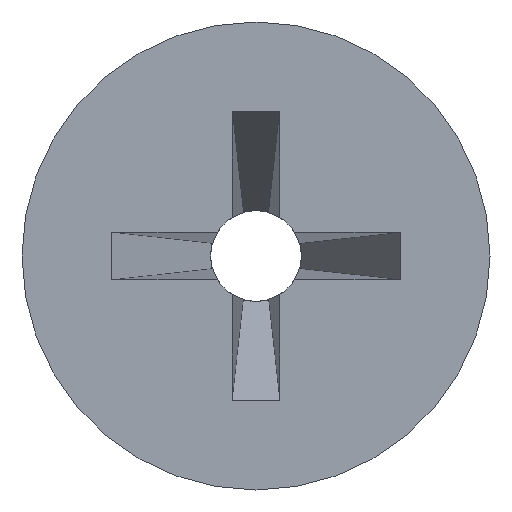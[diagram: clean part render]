
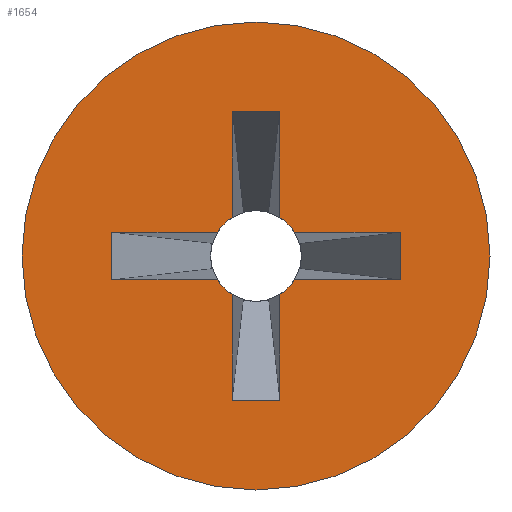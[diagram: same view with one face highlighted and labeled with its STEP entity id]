
A CAD part, left-side view. The second image highlights one B-rep face of the part: STEP entity #1654.
In plain terms, the highlighted planar face has unit normal (-1, 0, 0).
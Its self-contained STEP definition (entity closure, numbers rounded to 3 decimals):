
#115=CARTESIAN_POINT('',(0.,0.,0.));
#116=DIRECTION('',(-1.,0.,0.));
#117=DIRECTION('',(0.,1.,0.));
#118=AXIS2_PLACEMENT_3D('',#115,#116,#117);
#120=CARTESIAN_POINT('',(0.,0.,0.));
#121=DIRECTION('',(1.,0.,0.));
#122=DIRECTION('',(0.,1.,0.));
#123=AXIS2_PLACEMENT_3D('',#120,#121,#122);
#125=CARTESIAN_POINT('',(0.,0.,0.));
#126=DIRECTION('',(1.,0.,0.));
#127=DIRECTION('',(0.,-0.85,-0.527));
#128=AXIS2_PLACEMENT_3D('',#125,#126,#127);
#130=DIRECTION('',(0.,1.,0.));
#131=VECTOR('',#130,1.063);
#132=CARTESIAN_POINT('',(0.,-1.45,-0.24));
#133=LINE('',#132,#131);
#134=DIRECTION('',(0.,0.,-1.));
#135=VECTOR('',#134,0.48);
#136=CARTESIAN_POINT('',(0.,-1.45,0.24));
#137=LINE('',#136,#135);
#138=DIRECTION('',(0.,1.,0.));
#139=VECTOR('',#138,1.063);
#140=CARTESIAN_POINT('',(0.,-1.45,0.24));
#141=LINE('',#140,#139);
#142=CARTESIAN_POINT('',(0.,0.,0.));
#143=DIRECTION('',(1.,0.,0.));
#144=DIRECTION('',(0.,-0.527,0.85));
#145=AXIS2_PLACEMENT_3D('',#142,#143,#144);
#147=DIRECTION('',(0.,0.,-1.));
#148=VECTOR('',#147,1.063);
#149=CARTESIAN_POINT('',(0.,-0.24,1.45));
#150=LINE('',#149,#148);
#151=DIRECTION('',(0.,1.,0.));
#152=VECTOR('',#151,0.48);
#153=CARTESIAN_POINT('',(0.,-0.24,1.45));
#154=LINE('',#153,#152);
#155=DIRECTION('',(0.,0.,-1.));
#156=VECTOR('',#155,1.063);
#157=CARTESIAN_POINT('',(0.,0.24,1.45));
#158=LINE('',#157,#156);
#159=CARTESIAN_POINT('',(0.,0.,0.));
#160=DIRECTION('',(1.,0.,0.));
#161=DIRECTION('',(0.,0.85,0.527));
#162=AXIS2_PLACEMENT_3D('',#159,#160,#161);
#164=DIRECTION('',(0.,1.,0.));
#165=VECTOR('',#164,1.063);
#166=CARTESIAN_POINT('',(0.,0.387,0.24));
#167=LINE('',#166,#165);
#168=DIRECTION('',(0.,0.,-1.));
#169=VECTOR('',#168,0.48);
#170=CARTESIAN_POINT('',(0.,1.45,0.24));
#171=LINE('',#170,#169);
#172=DIRECTION('',(0.,1.,0.));
#173=VECTOR('',#172,1.063);
#174=CARTESIAN_POINT('',(0.,0.387,-0.24));
#175=LINE('',#174,#173);
#176=CARTESIAN_POINT('',(0.,0.,0.));
#177=DIRECTION('',(1.,0.,0.));
#178=DIRECTION('',(0.,0.527,-0.85));
#179=AXIS2_PLACEMENT_3D('',#176,#177,#178);
#181=DIRECTION('',(0.,0.,-1.));
#182=VECTOR('',#181,1.063);
#183=CARTESIAN_POINT('',(0.,0.24,-0.387));
#184=LINE('',#183,#182);
#185=DIRECTION('',(0.,1.,0.));
#186=VECTOR('',#185,0.48);
#187=CARTESIAN_POINT('',(0.,-0.24,-1.45));
#188=LINE('',#187,#186);
#189=DIRECTION('',(0.,0.,-1.));
#190=VECTOR('',#189,1.063);
#191=CARTESIAN_POINT('',(0.,-0.24,-0.387));
#192=LINE('',#191,#190);
#1506=CARTESIAN_POINT('',(0.,2.35,0.));
#1508=VERTEX_POINT('',#1506);
#1510=CARTESIAN_POINT('',(0.,-2.35,0.));
#1512=VERTEX_POINT('',#1510);
#1531=CARTESIAN_POINT('',(0.,-0.387,-0.24));
#1532=CARTESIAN_POINT('',(0.,-0.24,-0.387));
#1533=VERTEX_POINT('',#1531);
#1534=VERTEX_POINT('',#1532);
#1535=CARTESIAN_POINT('',(0.,0.24,-0.387));
#1536=CARTESIAN_POINT('',(0.,0.387,-0.24));
#1537=VERTEX_POINT('',#1535);
#1538=VERTEX_POINT('',#1536);
#1539=CARTESIAN_POINT('',(0.,0.387,0.24));
#1540=CARTESIAN_POINT('',(0.,0.24,0.387));
#1541=VERTEX_POINT('',#1539);
#1542=VERTEX_POINT('',#1540);
#1543=CARTESIAN_POINT('',(0.,-0.24,0.387));
#1544=CARTESIAN_POINT('',(0.,-0.387,0.24));
#1545=VERTEX_POINT('',#1543);
#1546=VERTEX_POINT('',#1544);
#1561=CARTESIAN_POINT('',(0.,-1.45,0.24));
#1562=CARTESIAN_POINT('',(0.,-1.45,-0.24));
#1563=VERTEX_POINT('',#1561);
#1564=VERTEX_POINT('',#1562);
#1565=CARTESIAN_POINT('',(0.,-0.24,1.45));
#1566=CARTESIAN_POINT('',(0.,0.24,1.45));
#1567=VERTEX_POINT('',#1565);
#1568=VERTEX_POINT('',#1566);
#1569=CARTESIAN_POINT('',(0.,1.45,0.24));
#1570=CARTESIAN_POINT('',(0.,1.45,-0.24));
#1571=VERTEX_POINT('',#1569);
#1572=VERTEX_POINT('',#1570);
#1573=CARTESIAN_POINT('',(0.,-0.24,-1.45));
#1574=CARTESIAN_POINT('',(0.,0.24,-1.45));
#1575=VERTEX_POINT('',#1573);
#1576=VERTEX_POINT('',#1574);
#1609=CARTESIAN_POINT('',(0.,0.,0.));
#1610=DIRECTION('',(1.,0.,0.));
#1611=DIRECTION('',(0.,-1.,0.));
#1612=AXIS2_PLACEMENT_3D('',#1609,#1610,#1611);
#1613=PLANE('',#1612);
#1615=ORIENTED_EDGE('',*,*,#1614,.F.);
#1617=ORIENTED_EDGE('',*,*,#1616,.T.);
#1618=EDGE_LOOP('',(#1615,#1617));
#1619=FACE_OUTER_BOUND('',#1618,.F.);
#1621=ORIENTED_EDGE('',*,*,#1620,.F.);
#1623=ORIENTED_EDGE('',*,*,#1622,.F.);
#1625=ORIENTED_EDGE('',*,*,#1624,.F.);
#1627=ORIENTED_EDGE('',*,*,#1626,.T.);
#1629=ORIENTED_EDGE('',*,*,#1628,.F.);
#1631=ORIENTED_EDGE('',*,*,#1630,.F.);
#1633=ORIENTED_EDGE('',*,*,#1632,.T.);
#1635=ORIENTED_EDGE('',*,*,#1634,.T.);
#1637=ORIENTED_EDGE('',*,*,#1636,.F.);
#1639=ORIENTED_EDGE('',*,*,#1638,.T.);
#1641=ORIENTED_EDGE('',*,*,#1640,.T.);
#1643=ORIENTED_EDGE('',*,*,#1642,.F.);
#1645=ORIENTED_EDGE('',*,*,#1644,.F.);
#1647=ORIENTED_EDGE('',*,*,#1646,.T.);
#1649=ORIENTED_EDGE('',*,*,#1648,.F.);
#1651=ORIENTED_EDGE('',*,*,#1650,.F.);
#1652=EDGE_LOOP('',(#1621,#1623,#1625,#1627,#1629,#1631,#1633,#1635,#1637,#1639,
#1641,#1643,#1645,#1647,#1649,#1651));
#1653=FACE_BOUND('',#1652,.F.);
#119=CIRCLE('',#118,2.35);
#124=CIRCLE('',#123,2.35);
#129=CIRCLE('',#128,0.455);
#146=CIRCLE('',#145,0.455);
#163=CIRCLE('',#162,0.455);
#180=CIRCLE('',#179,0.455);
#1614=EDGE_CURVE('',#1508,#1512,#119,.T.);
#1616=EDGE_CURVE('',#1508,#1512,#124,.T.);
#1620=EDGE_CURVE('',#1533,#1534,#129,.T.);
#1622=EDGE_CURVE('',#1564,#1533,#133,.T.);
#1624=EDGE_CURVE('',#1563,#1564,#137,.T.);
#1626=EDGE_CURVE('',#1563,#1546,#141,.T.);
#1628=EDGE_CURVE('',#1545,#1546,#146,.T.);
#1630=EDGE_CURVE('',#1567,#1545,#150,.T.);
#1632=EDGE_CURVE('',#1567,#1568,#154,.T.);
#1634=EDGE_CURVE('',#1568,#1542,#158,.T.);
#1636=EDGE_CURVE('',#1541,#1542,#163,.T.);
#1638=EDGE_CURVE('',#1541,#1571,#167,.T.);
#1640=EDGE_CURVE('',#1571,#1572,#171,.T.);
#1642=EDGE_CURVE('',#1538,#1572,#175,.T.);
#1644=EDGE_CURVE('',#1537,#1538,#180,.T.);
#1646=EDGE_CURVE('',#1537,#1576,#184,.T.);
#1648=EDGE_CURVE('',#1575,#1576,#188,.T.);
#1650=EDGE_CURVE('',#1534,#1575,#192,.T.);
#1654=ADVANCED_FACE('',(#1619,#1653),#1613,.F.);
